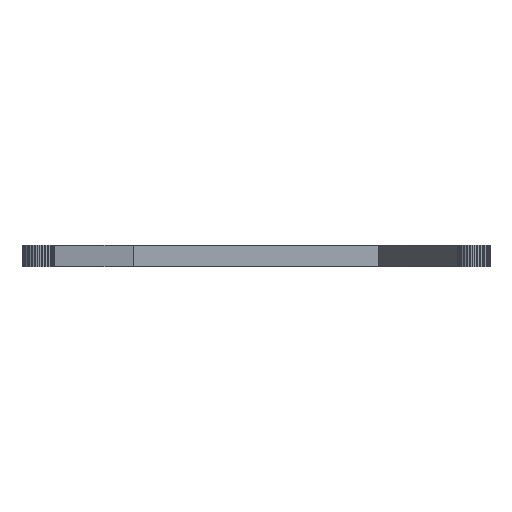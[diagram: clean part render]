
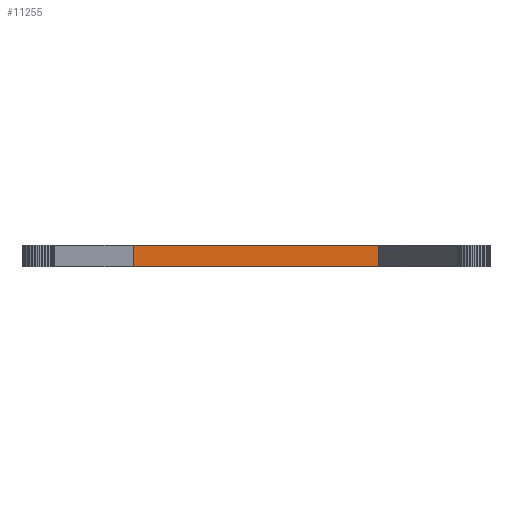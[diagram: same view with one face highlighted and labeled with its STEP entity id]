
A CAD part, front view. The second image highlights one B-rep face of the part: STEP entity #11255.
In plain terms, the highlighted planar face has unit normal (0, -1, 0).
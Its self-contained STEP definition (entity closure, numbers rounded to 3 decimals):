
#55 = PLANE('',#56);
#56 = AXIS2_PLACEMENT_3D('',#57,#58,#59);
#57 = CARTESIAN_POINT('',(46.333,-18.,5.));
#58 = DIRECTION('',(0.,0.,1.));
#59 = DIRECTION('',(1.,0.,0.));
#111 = PLANE('',#112);
#112 = AXIS2_PLACEMENT_3D('',#113,#114,#115);
#113 = CARTESIAN_POINT('',(34.5,-14.6,0.));
#114 = DIRECTION('',(0.,0.,-1.));
#115 = DIRECTION('',(-1.,0.,0.));
#3463 = VERTEX_POINT('',#3464);
#3464 = CARTESIAN_POINT('',(-28.333,-19.,5.));
#3478 = PLANE('',#3479);
#3479 = AXIS2_PLACEMENT_3D('',#3480,#3481,#3482);
#3480 = CARTESIAN_POINT('',(-28.333,-19.,5.));
#3481 = DIRECTION('',(0.876,-0.483,0.));
#3482 = DIRECTION('',(0.483,0.876,0.));
#3490 = EDGE_CURVE('',#3463,#3491,#3493,.T.);
#3491 = VERTEX_POINT('',#3492);
#3492 = CARTESIAN_POINT('',(28.333,-19.,5.));
#3493 = SURFACE_CURVE('',#3494,(#3498,#3505),.PCURVE_S1.);
#3494 = LINE('',#3495,#3496);
#3495 = CARTESIAN_POINT('',(0.,-19.,5.));
#3496 = VECTOR('',#3497,1.);
#3497 = DIRECTION('',(1.,0.,0.));
#3498 = PCURVE('',#55,#3499);
#3499 = DEFINITIONAL_REPRESENTATION('',(#3500),#3504);
#3500 = LINE('',#3501,#3502);
#3501 = CARTESIAN_POINT('',(-46.333,-1.));
#3502 = VECTOR('',#3503,1.);
#3503 = DIRECTION('',(1.,0.));
#3504 = ( GEOMETRIC_REPRESENTATION_CONTEXT(2) 
PARAMETRIC_REPRESENTATION_CONTEXT() REPRESENTATION_CONTEXT('2D SPACE',''
  ) );
#3505 = PCURVE('',#3506,#3511);
#3506 = PLANE('',#3507);
#3507 = AXIS2_PLACEMENT_3D('',#3508,#3509,#3510);
#3508 = CARTESIAN_POINT('',(0.,-19.,0.));
#3509 = DIRECTION('',(-0.,-1.,-0.));
#3510 = DIRECTION('',(0.,0.,-1.));
#3511 = DEFINITIONAL_REPRESENTATION('',(#3512),#3516);
#3512 = LINE('',#3513,#3514);
#3513 = CARTESIAN_POINT('',(-5.,0.));
#3514 = VECTOR('',#3515,1.);
#3515 = DIRECTION('',(-0.,1.));
#3516 = ( GEOMETRIC_REPRESENTATION_CONTEXT(2) 
PARAMETRIC_REPRESENTATION_CONTEXT() REPRESENTATION_CONTEXT('2D SPACE',''
  ) );
#3534 = PLANE('',#3535);
#3535 = AXIS2_PLACEMENT_3D('',#3536,#3537,#3538);
#3536 = CARTESIAN_POINT('',(28.333,-19.,5.));
#3537 = DIRECTION('',(-0.876,-0.483,-0.));
#3538 = DIRECTION('',(0.483,-0.876,0.));
#6076 = VERTEX_POINT('',#6077);
#6077 = CARTESIAN_POINT('',(28.333,-19.,0.));
#6098 = EDGE_CURVE('',#6076,#6099,#6101,.T.);
#6099 = VERTEX_POINT('',#6100);
#6100 = CARTESIAN_POINT('',(-28.333,-19.,0.));
#6101 = SURFACE_CURVE('',#6102,(#6106,#6113),.PCURVE_S1.);
#6102 = LINE('',#6103,#6104);
#6103 = CARTESIAN_POINT('',(0.,-19.,0.));
#6104 = VECTOR('',#6105,1.);
#6105 = DIRECTION('',(-1.,0.,0.));
#6106 = PCURVE('',#111,#6107);
#6107 = DEFINITIONAL_REPRESENTATION('',(#6108),#6112);
#6108 = LINE('',#6109,#6110);
#6109 = CARTESIAN_POINT('',(34.5,-4.4));
#6110 = VECTOR('',#6111,1.);
#6111 = DIRECTION('',(1.,0.));
#6112 = ( GEOMETRIC_REPRESENTATION_CONTEXT(2) 
PARAMETRIC_REPRESENTATION_CONTEXT() REPRESENTATION_CONTEXT('2D SPACE',''
  ) );
#6113 = PCURVE('',#3506,#6114);
#6114 = DEFINITIONAL_REPRESENTATION('',(#6115),#6119);
#6115 = LINE('',#6116,#6117);
#6116 = CARTESIAN_POINT('',(-0.,0.));
#6117 = VECTOR('',#6118,1.);
#6118 = DIRECTION('',(-0.,-1.));
#6119 = ( GEOMETRIC_REPRESENTATION_CONTEXT(2) 
PARAMETRIC_REPRESENTATION_CONTEXT() REPRESENTATION_CONTEXT('2D SPACE',''
  ) );
#11205 = EDGE_CURVE('',#3491,#6076,#11206,.T.);
#11206 = SURFACE_CURVE('',#11207,(#11211,#11218),.PCURVE_S1.);
#11207 = LINE('',#11208,#11209);
#11208 = CARTESIAN_POINT('',(28.333,-19.,5.));
#11209 = VECTOR('',#11210,1.);
#11210 = DIRECTION('',(-0.,-0.,-1.));
#11211 = PCURVE('',#3534,#11212);
#11212 = DEFINITIONAL_REPRESENTATION('',(#11213),#11217);
#11213 = LINE('',#11214,#11215);
#11214 = CARTESIAN_POINT('',(-0.,0.));
#11215 = VECTOR('',#11216,1.);
#11216 = DIRECTION('',(-0.,-1.));
#11217 = ( GEOMETRIC_REPRESENTATION_CONTEXT(2) 
PARAMETRIC_REPRESENTATION_CONTEXT() REPRESENTATION_CONTEXT('2D SPACE',''
  ) );
#11218 = PCURVE('',#3506,#11219);
#11219 = DEFINITIONAL_REPRESENTATION('',(#11220),#11224);
#11220 = LINE('',#11221,#11222);
#11221 = CARTESIAN_POINT('',(-5.,28.333));
#11222 = VECTOR('',#11223,1.);
#11223 = DIRECTION('',(1.,-0.));
#11224 = ( GEOMETRIC_REPRESENTATION_CONTEXT(2) 
PARAMETRIC_REPRESENTATION_CONTEXT() REPRESENTATION_CONTEXT('2D SPACE',''
  ) );
#11255 = ADVANCED_FACE('',(#11256),#3506,.T.);
#11256 = FACE_BOUND('',#11257,.F.);
#11257 = EDGE_LOOP('',(#11258,#11259,#11280,#11281));
#11258 = ORIENTED_EDGE('',*,*,#6098,.T.);
#11259 = ORIENTED_EDGE('',*,*,#11260,.F.);
#11260 = EDGE_CURVE('',#3463,#6099,#11261,.T.);
#11261 = SURFACE_CURVE('',#11262,(#11266,#11273),.PCURVE_S1.);
#11262 = LINE('',#11263,#11264);
#11263 = CARTESIAN_POINT('',(-28.333,-19.,5.));
#11264 = VECTOR('',#11265,1.);
#11265 = DIRECTION('',(0.,0.,-1.));
#11266 = PCURVE('',#3506,#11267);
#11267 = DEFINITIONAL_REPRESENTATION('',(#11268),#11272);
#11268 = LINE('',#11269,#11270);
#11269 = CARTESIAN_POINT('',(-5.,-28.333));
#11270 = VECTOR('',#11271,1.);
#11271 = DIRECTION('',(1.,-0.));
#11272 = ( GEOMETRIC_REPRESENTATION_CONTEXT(2) 
PARAMETRIC_REPRESENTATION_CONTEXT() REPRESENTATION_CONTEXT('2D SPACE',''
  ) );
#11273 = PCURVE('',#3478,#11274);
#11274 = DEFINITIONAL_REPRESENTATION('',(#11275),#11279);
#11275 = LINE('',#11276,#11277);
#11276 = CARTESIAN_POINT('',(0.,0.));
#11277 = VECTOR('',#11278,1.);
#11278 = DIRECTION('',(0.,-1.));
#11279 = ( GEOMETRIC_REPRESENTATION_CONTEXT(2) 
PARAMETRIC_REPRESENTATION_CONTEXT() REPRESENTATION_CONTEXT('2D SPACE',''
  ) );
#11280 = ORIENTED_EDGE('',*,*,#3490,.T.);
#11281 = ORIENTED_EDGE('',*,*,#11205,.T.);
